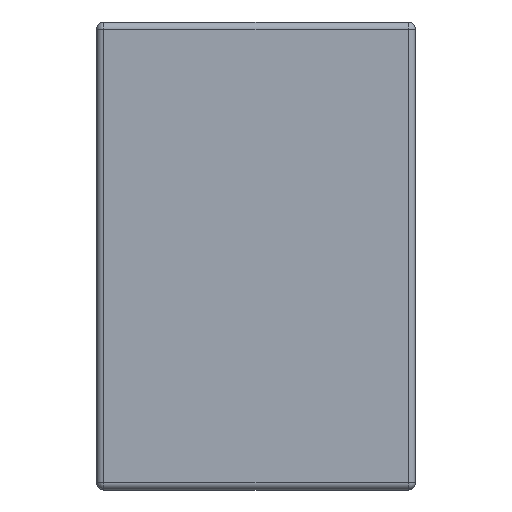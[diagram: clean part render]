
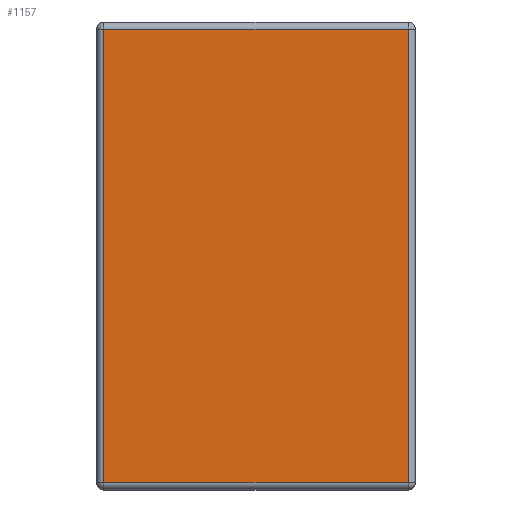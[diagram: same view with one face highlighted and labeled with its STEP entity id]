
A CAD part, left-side view. The second image highlights one B-rep face of the part: STEP entity #1157.
In plain terms, the highlighted planar face has unit normal (-1, 0, 0).
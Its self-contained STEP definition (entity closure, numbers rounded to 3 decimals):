
#378 = DIRECTION ( 'NONE',  ( 0., 0., 1. ) ) ;
#379 = VECTOR ( 'NONE', #378, 1000. ) ;
#380 = CARTESIAN_POINT ( 'NONE',  ( -2.25, 0.05, 1.6 ) ) ;
#381 = LINE ( 'NONE', #380, #379 ) ;
#383 = CARTESIAN_POINT ( 'NONE',  ( -2.25, 0.05, -1.55 ) ) ;
#384 = DIRECTION ( 'NONE',  ( 0., -1., 0. ) ) ;
#385 = VECTOR ( 'NONE', #384, 1000. ) ;
#386 = CARTESIAN_POINT ( 'NONE',  ( -2.25, 2.18, -1.55 ) ) ;
#387 = LINE ( 'NONE', #386, #385 ) ;
#442 = FACE_OUTER_BOUND ( 'NONE', #1158, .T. ) ;
#462 = CARTESIAN_POINT ( 'NONE',  ( -2.25, 2.13, -1.55 ) ) ;
#463 = DIRECTION ( 'NONE',  ( 0., 0., -1. ) ) ;
#464 = VECTOR ( 'NONE', #463, 1000. ) ;
#465 = CARTESIAN_POINT ( 'NONE',  ( -2.25, 2.13, 1.6 ) ) ;
#466 = LINE ( 'NONE', #465, #464 ) ;
#467 = CARTESIAN_POINT ( 'NONE',  ( -2.25, 2.13, 1.55 ) ) ;
#468 = CARTESIAN_POINT ( 'NONE',  ( -2.25, 0.05, 1.55 ) ) ;
#469 = DIRECTION ( 'NONE',  ( 0., 1., 0. ) ) ;
#470 = VECTOR ( 'NONE', #469, 1000. ) ;
#471 = CARTESIAN_POINT ( 'NONE',  ( -2.25, 2.18, 1.55 ) ) ;
#472 = LINE ( 'NONE', #471, #470 ) ;
#473 = DIRECTION ( 'NONE',  ( 0., 0., -1. ) ) ;
#474 = DIRECTION ( 'NONE',  ( 1., 0., 0. ) ) ;
#475 = CARTESIAN_POINT ( 'NONE',  ( -2.25, 2.18, 1.6 ) ) ;
#476 = AXIS2_PLACEMENT_3D ( 'NONE', #475, #474, #473 ) ;
#477 = PLANE ( 'NONE',  #476 ) ;
#942 = ORIENTED_EDGE ( 'NONE', *, *, #1140, .T. ) ;
#1140 = EDGE_CURVE ( 'NONE', #1165, #1141, #387, .T. ) ;
#1141 = VERTEX_POINT ( 'NONE', #383 ) ;
#1142 = ORIENTED_EDGE ( 'NONE', *, *, #1143, .T. ) ;
#1143 = EDGE_CURVE ( 'NONE', #1141, #1161, #381, .T. ) ;
#1157 = ADVANCED_FACE ( 'NONE', ( #442 ), #477, .F. ) ;
#1158 = EDGE_LOOP ( 'NONE', ( #1159, #1163, #942, #1142 ) ) ;
#1159 = ORIENTED_EDGE ( 'NONE', *, *, #1160, .T. ) ;
#1160 = EDGE_CURVE ( 'NONE', #1161, #1162, #472, .T. ) ;
#1161 = VERTEX_POINT ( 'NONE', #468 ) ;
#1162 = VERTEX_POINT ( 'NONE', #467 ) ;
#1163 = ORIENTED_EDGE ( 'NONE', *, *, #1164, .T. ) ;
#1164 = EDGE_CURVE ( 'NONE', #1162, #1165, #466, .T. ) ;
#1165 = VERTEX_POINT ( 'NONE', #462 ) ;
